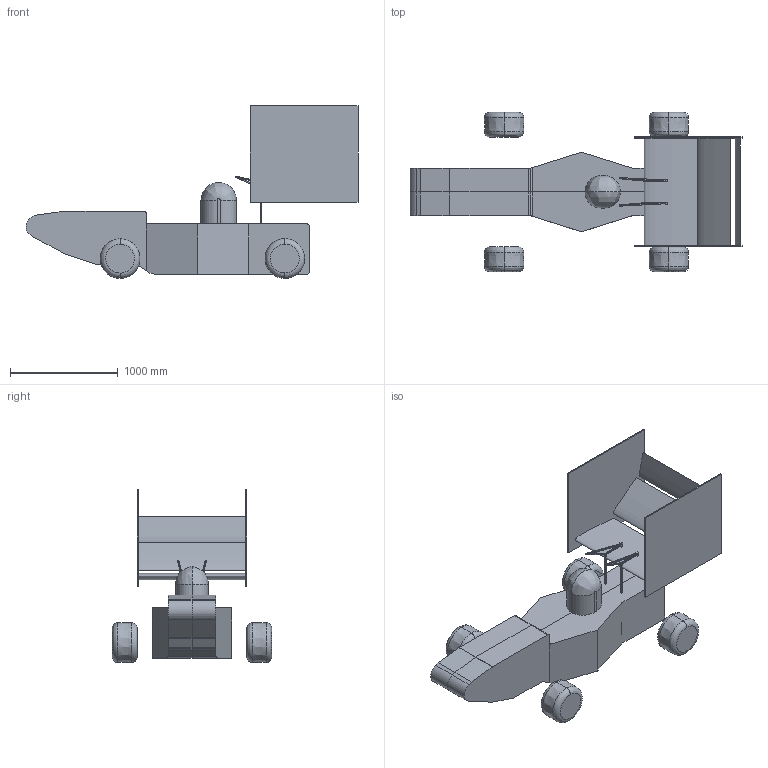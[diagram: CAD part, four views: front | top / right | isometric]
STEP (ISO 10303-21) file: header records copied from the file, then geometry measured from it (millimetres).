
FILE_DESCRIPTION(('Open CASCADE Model'),'2;1');
FILE_NAME('Open CASCADE Shape Model','2022-04-29T16:41:29',('Author'),( 'Open CASCADE'),'ParaPy 1.9.0 - Open CASCADE STEP processor 7.3', 'ParaPy 1.9.0 - Open CASCADE 7.3','Unknown');
FILE_SCHEMA(('AUTOMOTIVE_DESIGN { 1 0 10303 214 1 1 1 1 }'));
Length unit declared in the file: millimetre
Products named in the file (35): ROOT; connector; cyl; cyl10; cyl2; cyl3; cyl4; cyl5; cyl6; cyl7; cyl8; cyl9; merged_connector_left; merged_connector_right; end_plates; end_plate1; end_plate2; aircraft; ref_frame; vector; 0; 1; 2; wing_loft_solid; wing_loft_solid2; wing_loft_solid3; chassis; chassis_mirrored; wheel1; wheel2; wheel3; wheel4
Assembly tree (33 placements, depth 6):
  ROOT
    ROOT
      connector
        cyl
        cyl10
        cyl2
        cyl3
        cyl4
        cyl5
        cyl6
        cyl7
        cyl8
        cyl9
        merged_connector_left
        merged_connector_right
      end_plates
        end_plate1
        end_plate2
      aircraft
        ref_frame
          vector
            0
            1
            2
        wing_loft_solid
        wing_loft_solid2
        wing_loft_solid3
  ROOT
    ROOT
      chassis
      chassis_mirrored
      wheel1
      wheel2
      wheel3
      wheel4
Bounding box: 3084.1 x 1480 x 1605.73 mm (x, y, z)
Volume: 746891422.1 mm3; surface area: 16200899.8 mm2
Topology: 23 solids, 23 shells, 235 faces, 542 edges, 354 vertices
Faces by surface type: plane 182, cylinder 24, bspline 19, extrusion 8, revolution 2
Entity records: 23147 total; most frequent: CARTESIAN_POINT 11505, DIRECTION 1959, VECTOR 1359, LINE 1351, ORIENTED_EDGE 1078, PCURVE 1078, DEFINITIONAL_REPRESENTATION 1078, EDGE_CURVE 539
